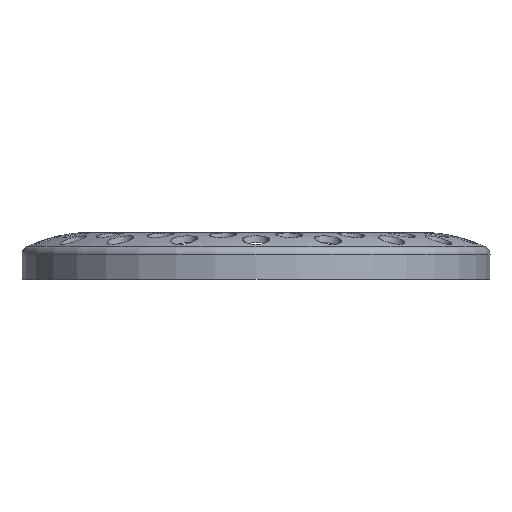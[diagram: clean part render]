
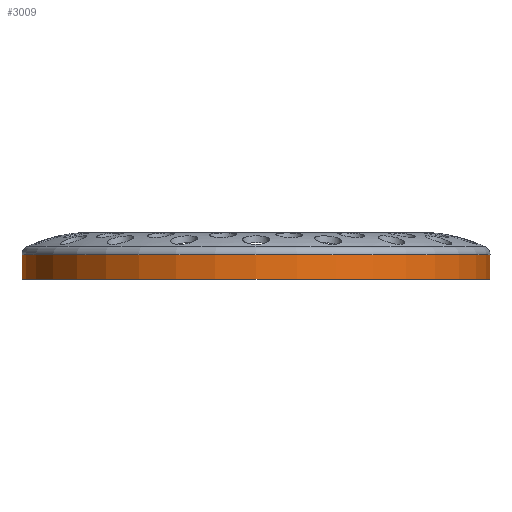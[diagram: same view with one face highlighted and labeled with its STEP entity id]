
A CAD part, front view. The second image highlights one B-rep face of the part: STEP entity #3009.
In plain terms, the highlighted cylindrical face has radius 700 mm (diameter 1400 mm), a full revolution.
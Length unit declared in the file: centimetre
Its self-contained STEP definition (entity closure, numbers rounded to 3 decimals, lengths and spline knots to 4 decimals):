
#268=FACE_OUTER_BOUND('',#512,.T.);
#512=EDGE_LOOP('',(#2803,#2804,#2805,#2806,#2807));
#608=LINE('',#8538,#701);
#701=VECTOR('',#3930,70.);
#1071=CIRCLE('',#3281,70.);
#1073=CIRCLE('',#3283,70.);
#1074=CIRCLE('',#3285,70.);
#1407=VERTEX_POINT('',#8530);
#1408=VERTEX_POINT('',#8531);
#1409=VERTEX_POINT('',#8536);
#1872=EDGE_CURVE('',#1407,#1408,#1071,.T.);
#1874=EDGE_CURVE('',#1408,#1407,#1073,.T.);
#1875=EDGE_CURVE('',#1409,#1409,#1074,.T.);
#1876=EDGE_CURVE('',#1409,#1408,#608,.T.);
#2803=ORIENTED_EDGE('',*,*,#1875,.F.);
#2804=ORIENTED_EDGE('',*,*,#1876,.T.);
#2805=ORIENTED_EDGE('',*,*,#1874,.T.);
#2806=ORIENTED_EDGE('',*,*,#1872,.T.);
#2807=ORIENTED_EDGE('',*,*,#1876,.F.);
#2911=CYLINDRICAL_SURFACE('',#3284,70.);
#3009=ADVANCED_FACE('',(#268),#2911,.T.);
#3281=AXIS2_PLACEMENT_3D('',#8532,#3920,#3921);
#3283=AXIS2_PLACEMENT_3D('',#8534,#3924,#3925);
#3284=AXIS2_PLACEMENT_3D('',#8535,#3926,#3927);
#3285=AXIS2_PLACEMENT_3D('',#8537,#3928,#3929);
#3920=DIRECTION('center_axis',(0.,0.,
-1.));
#3921=DIRECTION('ref_axis',(-1.,0.,0.));
#3924=DIRECTION('center_axis',(0.,0.,
-1.));
#3925=DIRECTION('ref_axis',(-1.,0.,0.));
#3926=DIRECTION('center_axis',(0.,0.,
-1.));
#3927=DIRECTION('ref_axis',(-1.,0.,0.));
#3928=DIRECTION('center_axis',(0.,0.,
-1.));
#3929=DIRECTION('ref_axis',(-1.,0.,0.));
#3930=DIRECTION('',(0.,0.,1.));
#8530=CARTESIAN_POINT('',(0.,-70.,7.4111));
#8531=CARTESIAN_POINT('',(70.,0.,7.4111));
#8532=CARTESIAN_POINT('Origin',(0.,0.,
7.4111));
#8534=CARTESIAN_POINT('Origin',(0.,0.,
7.4111));
#8535=CARTESIAN_POINT('Origin',(0.,0.,
3.7056));
#8536=CARTESIAN_POINT('',(70.,0.,0.));
#8537=CARTESIAN_POINT('Origin',(0.,0.,0.));
#8538=CARTESIAN_POINT('',(70.,0.,3.7056));
